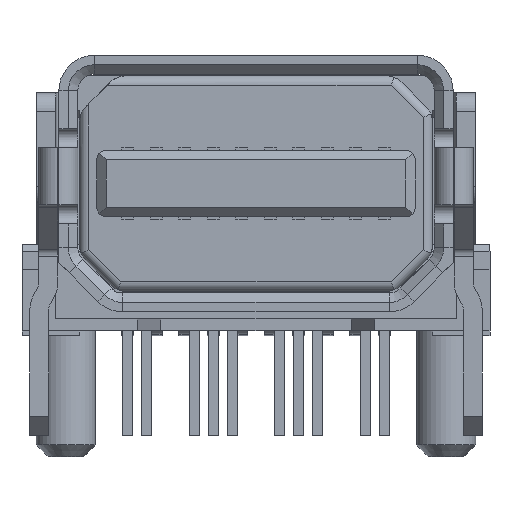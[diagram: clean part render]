
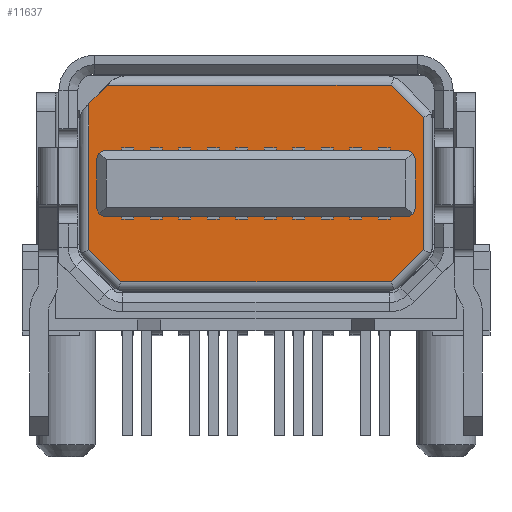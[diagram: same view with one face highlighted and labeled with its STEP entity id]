
A CAD part, front view. The second image highlights one B-rep face of the part: STEP entity #11637.
In plain terms, the highlighted planar face has unit normal (0, -1, 0).
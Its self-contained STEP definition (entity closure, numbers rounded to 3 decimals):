
#776=FACE_OUTER_BOUND($,#1458,.T.);
#1458=EDGE_LOOP($,(#9694,#9695,#9696,#9697,#9698,#9699,#9700,#9701));
#2785=LINE($,#19010,#4118);
#2790=LINE($,#19024,#4123);
#2794=LINE($,#19047,#4127);
#2799=LINE($,#19071,#4132);
#2804=LINE($,#19099,#4137);
#2809=LINE($,#19123,#4142);
#2814=LINE($,#19149,#4147);
#2819=LINE($,#19178,#4152);
#4118=VECTOR($,#15028,3.071);
#4123=VECTOR($,#15043,0.556);
#4127=VECTOR($,#15053,0.956);
#4132=VECTOR($,#15068,5.689);
#4137=VECTOR($,#15083,0.956);
#4142=VECTOR($,#15098,2.789);
#4147=VECTOR($,#15113,0.956);
#4152=VECTOR($,#15126,5.971);
#5328=VERTEX_POINT($,#19007);
#5329=VERTEX_POINT($,#19009);
#5333=VERTEX_POINT($,#19023);
#5339=VERTEX_POINT($,#19045);
#5345=VERTEX_POINT($,#19069);
#5351=VERTEX_POINT($,#19097);
#5357=VERTEX_POINT($,#19121);
#5363=VERTEX_POINT($,#19147);
#6806=EDGE_CURVE($,#5328,#5329,#2785,.T.);
#6813=EDGE_CURVE($,#5329,#5333,#2790,.T.);
#6821=EDGE_CURVE($,#5339,#5328,#2794,.T.);
#6830=EDGE_CURVE($,#5345,#5339,#2799,.T.);
#6839=EDGE_CURVE($,#5351,#5345,#2804,.T.);
#6848=EDGE_CURVE($,#5357,#5351,#2809,.T.);
#6857=EDGE_CURVE($,#5363,#5357,#2814,.T.);
#6865=EDGE_CURVE($,#5333,#5363,#2819,.T.);
#9694=ORIENTED_EDGE($,*,*,#6806,.F.);
#9695=ORIENTED_EDGE($,*,*,#6821,.F.);
#9696=ORIENTED_EDGE($,*,*,#6830,.F.);
#9697=ORIENTED_EDGE($,*,*,#6839,.F.);
#9698=ORIENTED_EDGE($,*,*,#6848,.F.);
#9699=ORIENTED_EDGE($,*,*,#6857,.F.);
#9700=ORIENTED_EDGE($,*,*,#6865,.F.);
#9701=ORIENTED_EDGE($,*,*,#6813,.F.);
#10982=PLANE($,#12633);
#11637=ADVANCED_FACE($,(#776),#10982,.T.);
#12633=AXIS2_PLACEMENT_3D($,#19189,#15140,#15141);
#15028=DIRECTION($,(0.,0.,1.));
#15043=DIRECTION($,(0.707,0.,0.707));
#15053=DIRECTION($,(-0.707,0.,0.707));
#15068=DIRECTION($,(-1.,0.,0.));
#15083=DIRECTION($,(-0.707,0.,-0.707));
#15098=DIRECTION($,(0.,0.,-1.));
#15113=DIRECTION($,(0.707,0.,-0.707));
#15126=DIRECTION($,(1.,0.,0.));
#15140=DIRECTION('center_axis',(0.,-1.,0.));
#15141=DIRECTION('ref_axis',(1.,0.,0.));
#19007=CARTESIAN_POINT('',(-3.52,-0.53,1.806));
#19009=CARTESIAN_POINT('',(-3.52,-0.53,4.877));
#19010=CARTESIAN_POINT($,(-3.52,-0.53,3.835));
#19023=CARTESIAN_POINT('',(-3.127,-0.53,5.27));
#19024=CARTESIAN_POINT($,(-3.574,-0.53,4.824));
#19045=CARTESIAN_POINT('',(-2.844,-0.53,1.13));
#19047=CARTESIAN_POINT($,(-2.945,-0.53,1.23));
#19069=CARTESIAN_POINT('',(2.844,-0.53,1.13));
#19071=CARTESIAN_POINT($,(-1.36,-0.53,1.13));
#19097=CARTESIAN_POINT('',(3.52,-0.53,1.806));
#19099=CARTESIAN_POINT($,(2.695,-0.53,0.98));
#19121=CARTESIAN_POINT('',(3.52,-0.53,4.594));
#19123=CARTESIAN_POINT($,(3.52,-0.53,2.565));
#19147=CARTESIAN_POINT('',(2.844,-0.53,5.27));
#19149=CARTESIAN_POINT($,(2.945,-0.53,5.17));
#19178=CARTESIAN_POINT($,(1.36,-0.53,5.27));
#19189=CARTESIAN_POINT('Origin',(0.,-0.53,
3.2));
